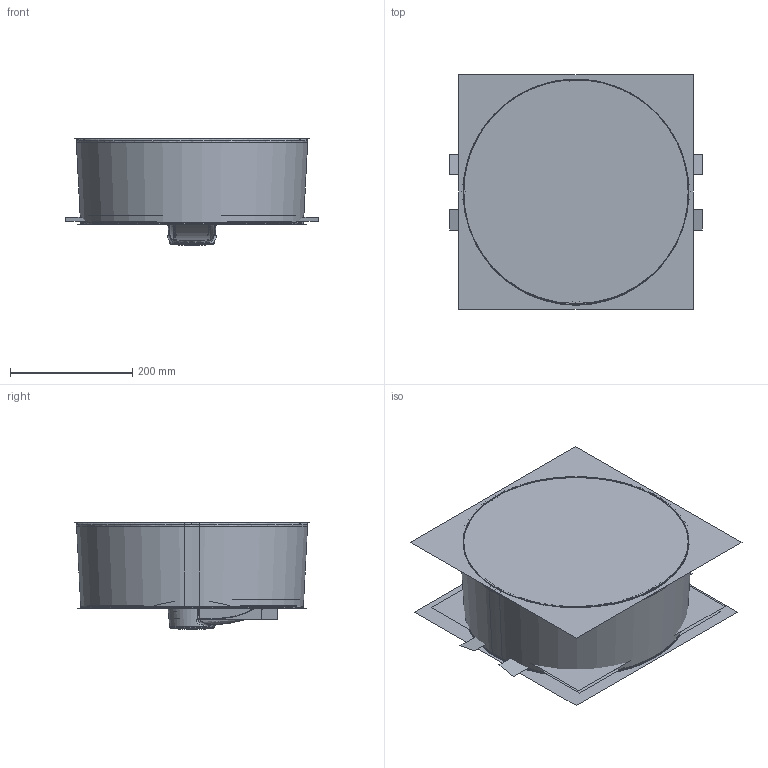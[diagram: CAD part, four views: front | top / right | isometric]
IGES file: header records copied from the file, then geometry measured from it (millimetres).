
Start section:  PTC IGES file: 20200720_L-295V.igs
Global section: file name: 20200720_L-295V.igs; native system: Creo Parametric by PTC Inc.; preprocessor: 2019224; author: 10127982; organization: Unknown; date: 20210525.151826; units: millimetre
Bounding box: 413.26 x 384.37 x 173.69 mm (x, y, z)
Surface area: 1782237 mm2 (no closed solid volume)
Topology: 0 solids, 0 shells, 790 faces, 10600 edges, 13762 vertices
Faces by surface type: bspline 600, revolution 186, extrusion 4
